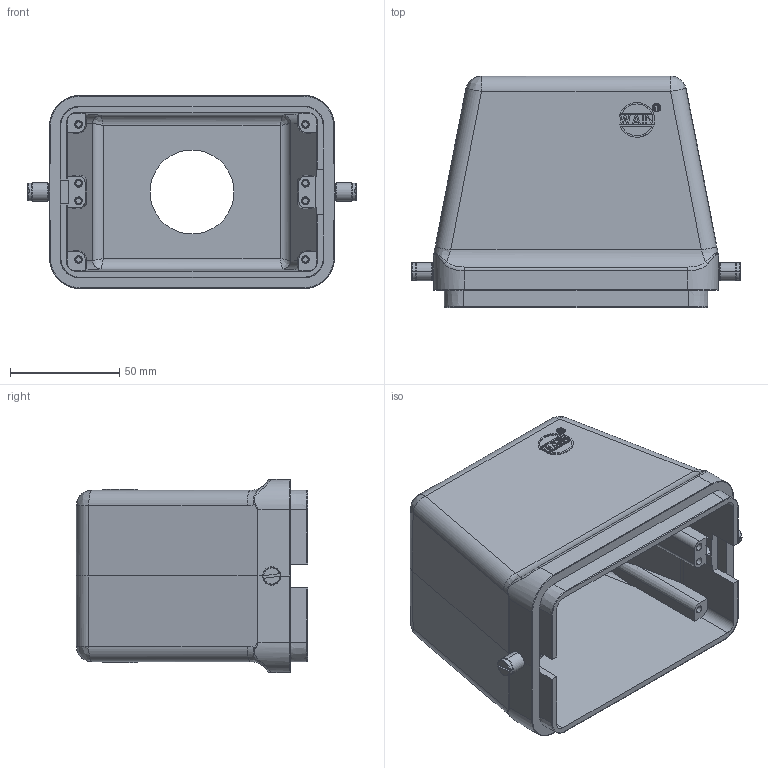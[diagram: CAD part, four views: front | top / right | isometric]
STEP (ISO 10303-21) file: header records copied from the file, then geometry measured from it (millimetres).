
FILE_DESCRIPTION (( 'STEP AP203' ), '1' );
FILE_NAME ('H48B-MTE-2B-M40.STP', '2017-08-30T12:09:07', ( '微软用户' ), ( '微软中国' ), 'SwSTEP 2.0', 'SolidWorks 2012', '' );
FILE_SCHEMA (( 'CONFIG_CONTROL_DESIGN' ));
Length unit declared in the file: millimetre
Products named in the file (1): H48B-MTE-2B-M40
Bounding box: 150.8 x 106 x 88.5 mm (x, y, z)
Volume: 247708.4 mm3; surface area: 93046.7 mm2
Topology: 1 solids, 3 shells, 470 faces, 1185 edges, 766 vertices
Faces by surface type: plane 264, cylinder 131, bspline 44, cone 26, torus 5
Entity records: 21210 total; most frequent: CARTESIAN_POINT 10678, ORIENTED_EDGE 2370, DIRECTION 1763, EDGE_CURVE 1185, LINE 767, VECTOR 767, VERTEX_POINT 766, EDGE_LOOP 523
